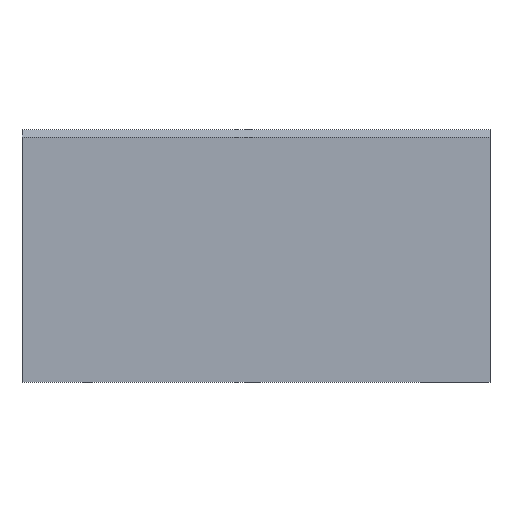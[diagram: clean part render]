
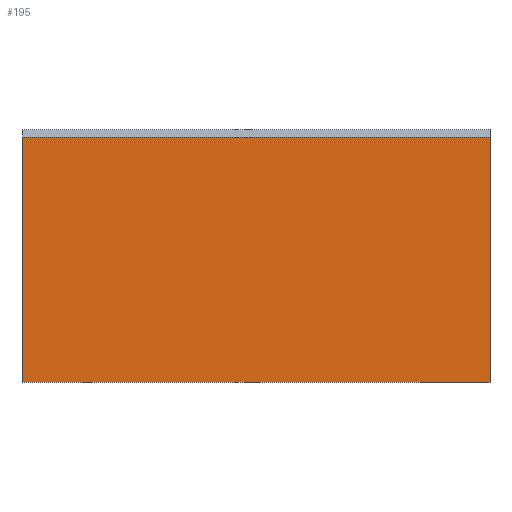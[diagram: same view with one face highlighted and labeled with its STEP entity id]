
A CAD part, left-side view. The second image highlights one B-rep face of the part: STEP entity #195.
In plain terms, the highlighted planar face has unit normal (-1, 0, 0).
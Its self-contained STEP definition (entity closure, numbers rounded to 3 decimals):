
#138=CARTESIAN_POINT('',(239.573,227.745,699.469));
#139=VERTEX_POINT('',#138);
#146=CARTESIAN_POINT('',(239.573,42.732,699.469));
#147=VERTEX_POINT('',#146);
#148=CARTESIAN_POINT('',(239.573,42.732,699.469));
#149=DIRECTION('',(0.,1.,0.));
#150=VECTOR('',#149,185.013);
#151=LINE('',#148,#150);
#152=EDGE_CURVE('',#147,#139,#151,.T.);
#164=CARTESIAN_POINT('',(239.573,217.745,602.969));
#165=DIRECTION('',(-1.,0.,0.));
#166=DIRECTION('',(0.,0.,1.));
#167=AXIS2_PLACEMENT_3D('',#164,#165,#166);
#168=PLANE('',#167);
#169=ORIENTED_EDGE('',*,*,#152,.T.);
#170=CARTESIAN_POINT('',(239.573,227.745,602.469));
#171=VERTEX_POINT('',#170);
#172=CARTESIAN_POINT('',(239.573,227.745,602.469));
#173=DIRECTION('',(0.,-0.,1.));
#174=VECTOR('',#173,97.);
#175=LINE('',#172,#174);
#176=EDGE_CURVE('',#171,#139,#175,.T.);
#177=ORIENTED_EDGE('',*,*,#176,.F.);
#178=CARTESIAN_POINT('',(239.573,42.732,602.469));
#179=VERTEX_POINT('',#178);
#180=CARTESIAN_POINT('',(239.573,42.732,602.469));
#181=DIRECTION('',(0.,1.,0.));
#182=VECTOR('',#181,185.013);
#183=LINE('',#180,#182);
#184=EDGE_CURVE('',#179,#171,#183,.T.);
#185=ORIENTED_EDGE('',*,*,#184,.F.);
#186=CARTESIAN_POINT('',(239.573,42.732,699.469));
#187=CARTESIAN_POINT('',(239.573,42.732,667.136));
#188=CARTESIAN_POINT('',(239.573,42.732,634.802));
#189=CARTESIAN_POINT('',(239.573,42.732,602.469));
#190=B_SPLINE_CURVE_WITH_KNOTS('',3,(#186,#187,#188,#189),.UNSPECIFIED.,.F.,.F.,(4,4),(0.,0.097),.UNSPECIFIED.);
#191=EDGE_CURVE('',#147,#179,#190,.T.);
#192=ORIENTED_EDGE('',*,*,#191,.F.);
#193=EDGE_LOOP('',(#169,#177,#185,#192));
#194=FACE_BOUND('',#193,.T.);
#195=ADVANCED_FACE('',(#194),#168,.T.);
